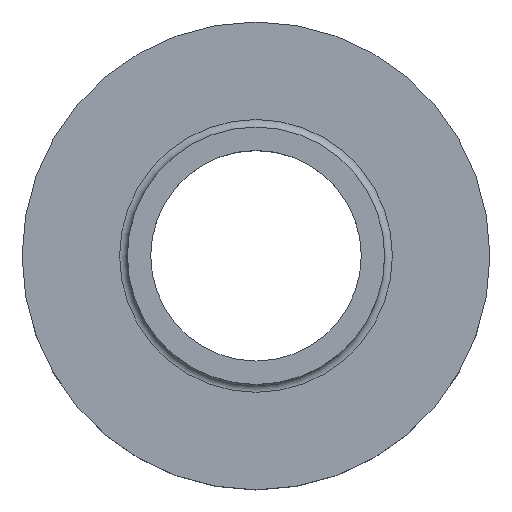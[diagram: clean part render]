
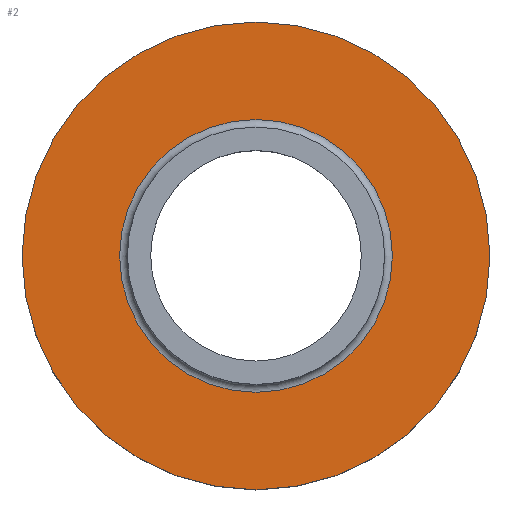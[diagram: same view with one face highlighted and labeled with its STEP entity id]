
A CAD part, top view. The second image highlights one B-rep face of the part: STEP entity #2.
In plain terms, the highlighted planar face has unit normal (0, 0, 1).
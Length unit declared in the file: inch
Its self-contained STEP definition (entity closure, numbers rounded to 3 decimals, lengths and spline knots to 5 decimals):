
#2 = ADVANCED_FACE ( 'NONE', ( #77, #221 ), #168, .F. ) ;
#10 = DIRECTION ( 'NONE',  ( 0., 0., -1. ) ) ;
#34 = CIRCLE ( 'NONE', #91, 3.935 ) ;
#56 = DIRECTION ( 'NONE',  ( 0., 0., -1. ) ) ;
#77 = FACE_BOUND ( 'NONE', #279, .T. ) ;
#78 = VERTEX_POINT ( 'NONE', #229 ) ;
#85 = CARTESIAN_POINT ( 'NONE',  ( 0., 2.165, -1.25 ) ) ;
#90 = CIRCLE ( 'NONE', #216, 2.295 ) ;
#91 = AXIS2_PLACEMENT_3D ( 'NONE', #257, #122, #95 ) ;
#95 = DIRECTION ( 'NONE',  ( 1., 0., 0. ) ) ;
#99 = EDGE_CURVE ( 'NONE', #78, #78, #90, .T. ) ;
#106 = DIRECTION ( 'NONE',  ( -1., 0., 0. ) ) ;
#122 = DIRECTION ( 'NONE',  ( 0., 0., 1. ) ) ;
#134 = ORIENTED_EDGE ( 'NONE', *, *, #238, .T. ) ;
#162 = CARTESIAN_POINT ( 'NONE',  ( 0., 0., -1.25 ) ) ;
#168 = PLANE ( 'NONE',  #302 ) ;
#176 = EDGE_LOOP ( 'NONE', ( #134 ) ) ;
#215 = VERTEX_POINT ( 'NONE', #292 ) ;
#216 = AXIS2_PLACEMENT_3D ( 'NONE', #162, #10, #106 ) ;
#221 = FACE_OUTER_BOUND ( 'NONE', #176, .T. ) ;
#229 = CARTESIAN_POINT ( 'NONE',  ( -2.295, 0., -1.25 ) ) ;
#238 = EDGE_CURVE ( 'NONE', #215, #215, #34, .T. ) ;
#254 = ORIENTED_EDGE ( 'NONE', *, *, #99, .T. ) ;
#257 = CARTESIAN_POINT ( 'NONE',  ( 0., 0., -1.25 ) ) ;
#279 = EDGE_LOOP ( 'NONE', ( #254 ) ) ;
#286 = DIRECTION ( 'NONE',  ( -1., 0., 0. ) ) ;
#292 = CARTESIAN_POINT ( 'NONE',  ( 3.935, 0., -1.25 ) ) ;
#302 = AXIS2_PLACEMENT_3D ( 'NONE', #85, #56, #286 ) ;
